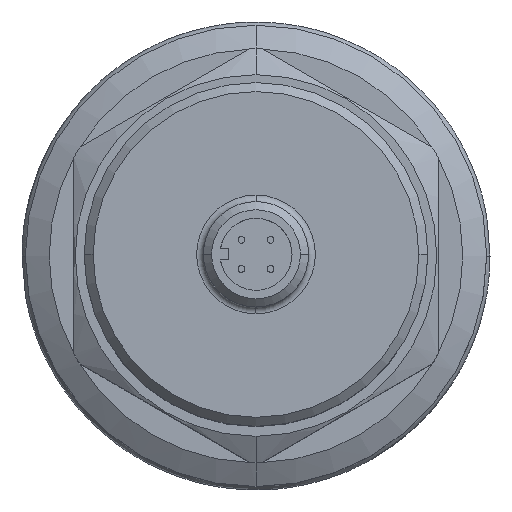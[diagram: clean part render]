
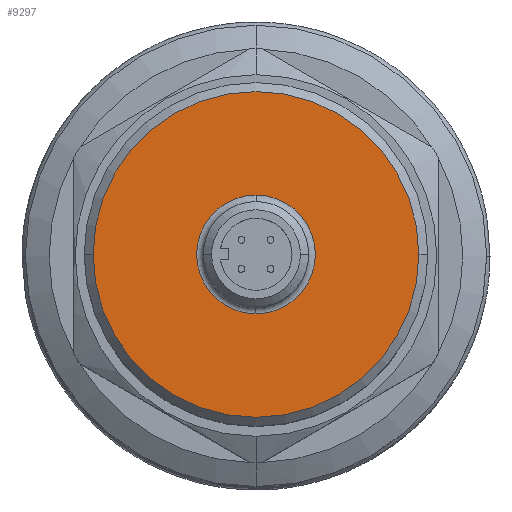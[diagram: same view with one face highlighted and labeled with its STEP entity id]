
A CAD part, top view. The second image highlights one B-rep face of the part: STEP entity #9297.
In plain terms, the highlighted planar face has unit normal (0, 0, 1).
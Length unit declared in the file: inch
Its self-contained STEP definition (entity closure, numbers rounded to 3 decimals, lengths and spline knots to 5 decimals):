
#3126=CARTESIAN_POINT('',(0.,0.,7.551));
#3127=DIRECTION('',(0.,0.,-1.));
#3128=DIRECTION('',(1.,0.,0.));
#3129=AXIS2_PLACEMENT_3D('',#3126,#3127,#3128);
#3131=CARTESIAN_POINT('',(0.,0.,7.551));
#3132=DIRECTION('',(0.,0.,-1.));
#3133=DIRECTION('',(-1.,0.,0.));
#3134=AXIS2_PLACEMENT_3D('',#3131,#3132,#3133);
#3136=CARTESIAN_POINT('',(0.,0.,7.551));
#3137=DIRECTION('',(0.,0.,1.));
#3138=DIRECTION('',(0.,-1.,0.));
#3139=AXIS2_PLACEMENT_3D('',#3136,#3137,#3138);
#3141=CARTESIAN_POINT('',(0.,0.,7.551));
#3142=DIRECTION('',(0.,0.,1.));
#3143=DIRECTION('',(0.,1.,0.));
#3144=AXIS2_PLACEMENT_3D('',#3141,#3142,#3143);
#5811=CARTESIAN_POINT('',(0.,-0.265,7.551));
#5812=CARTESIAN_POINT('',(0.,0.265,7.551));
#5813=VERTEX_POINT('',#5811);
#5814=VERTEX_POINT('',#5812);
#5823=CARTESIAN_POINT('',(0.727,0.,7.551));
#5824=CARTESIAN_POINT('',(-0.727,0.,7.551));
#5825=VERTEX_POINT('',#5823);
#5826=VERTEX_POINT('',#5824);
#9282=CARTESIAN_POINT('',(0.,0.,7.551));
#9283=DIRECTION('',(0.,0.,-1.));
#9284=DIRECTION('',(0.,1.,0.));
#9285=AXIS2_PLACEMENT_3D('',#9282,#9283,#9284);
#9286=PLANE('',#9285);
#9287=ORIENTED_EDGE('',*,*,#9262,.T.);
#9288=ORIENTED_EDGE('',*,*,#9276,.T.);
#9289=EDGE_LOOP('',(#9287,#9288));
#9290=FACE_OUTER_BOUND('',#9289,.F.);
#9292=ORIENTED_EDGE('',*,*,#9291,.T.);
#9294=ORIENTED_EDGE('',*,*,#9293,.T.);
#9295=EDGE_LOOP('',(#9292,#9294));
#9296=FACE_BOUND('',#9295,.F.);
#9297=ADVANCED_FACE('',(#9290,#9296),#9286,.F.);
#3130=CIRCLE('',#3129,0.727);
#3135=CIRCLE('',#3134,0.727);
#3140=CIRCLE('',#3139,0.265);
#3145=CIRCLE('',#3144,0.265);
#9262=EDGE_CURVE('',#5825,#5826,#3130,.T.);
#9276=EDGE_CURVE('',#5826,#5825,#3135,.T.);
#9291=EDGE_CURVE('',#5813,#5814,#3140,.T.);
#9293=EDGE_CURVE('',#5814,#5813,#3145,.T.);
